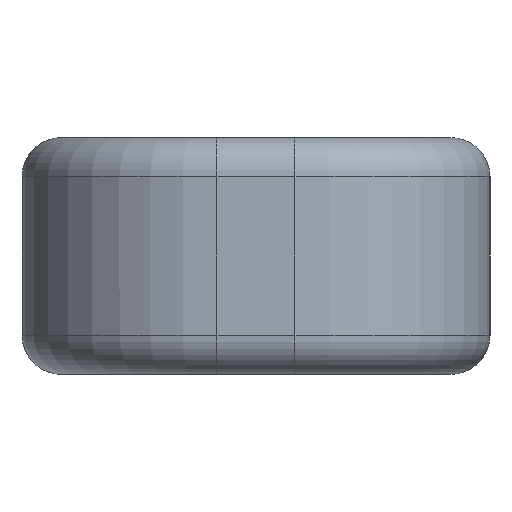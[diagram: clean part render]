
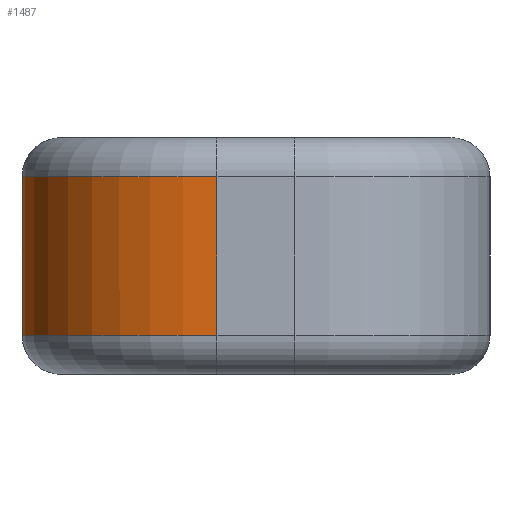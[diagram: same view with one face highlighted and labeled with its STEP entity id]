
A CAD part, left-side view. The second image highlights one B-rep face of the part: STEP entity #1487.
In plain terms, the highlighted cylindrical face has radius 7.5 mm (diameter 15 mm), a partial arc.
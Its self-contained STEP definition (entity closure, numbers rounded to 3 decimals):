
#64=LINE('',#2351,#202);
#65=LINE('',#2352,#203);
#202=VECTOR('',#1858,10.);
#203=VECTOR('',#1859,10.);
#338=CYLINDRICAL_SURFACE('',#1629,7.5);
#391=FACE_OUTER_BOUND('',#489,.T.);
#489=EDGE_LOOP('',(#1053,#1054,#1055,#1056));
#605=CIRCLE('',#1620,7.5);
#610=CIRCLE('',#1626,7.5);
#689=VERTEX_POINT('',#2330);
#691=VERTEX_POINT('',#2333);
#695=VERTEX_POINT('',#2342);
#696=VERTEX_POINT('',#2344);
#819=EDGE_CURVE('',#691,#689,#605,.F.);
#824=EDGE_CURVE('',#696,#695,#610,.F.);
#828=EDGE_CURVE('',#689,#696,#64,.T.);
#829=EDGE_CURVE('',#695,#691,#65,.T.);
#1053=ORIENTED_EDGE('',*,*,#819,.T.);
#1054=ORIENTED_EDGE('',*,*,#828,.T.);
#1055=ORIENTED_EDGE('',*,*,#824,.T.);
#1056=ORIENTED_EDGE('',*,*,#829,.T.);
#1487=ADVANCED_FACE('',(#391),#338,.T.);
#1620=AXIS2_PLACEMENT_3D('',#2334,#1836,#1837);
#1626=AXIS2_PLACEMENT_3D('',#2345,#1848,#1849);
#1629=AXIS2_PLACEMENT_3D('',#2350,#1856,#1857);
#1836=DIRECTION('center_axis',(0.,0.,1.));
#1837=DIRECTION('ref_axis',(-1.,0.,0.));
#1848=DIRECTION('center_axis',(0.,0.,-1.));
#1849=DIRECTION('ref_axis',(0.,1.,0.));
#1856=DIRECTION('center_axis',(0.,0.,1.));
#1857=DIRECTION('ref_axis',(-0.707,0.707,0.));
#1858=DIRECTION('',(0.,0.,-1.));
#1859=DIRECTION('',(0.,0.,1.));
#2330=CARTESIAN_POINT('',(7.5,18.,7.6));
#2333=CARTESIAN_POINT('',(0.,10.5,7.6));
#2334=CARTESIAN_POINT('Origin',(7.5,10.5,7.6));
#2342=CARTESIAN_POINT('',(0.,10.5,1.5));
#2344=CARTESIAN_POINT('',(7.5,18.,1.5));
#2345=CARTESIAN_POINT('Origin',(7.5,10.5,1.5));
#2350=CARTESIAN_POINT('Origin',(7.5,10.5,0.));
#2351=CARTESIAN_POINT('',(7.5,18.,0.));
#2352=CARTESIAN_POINT('',(0.,10.5,0.));
